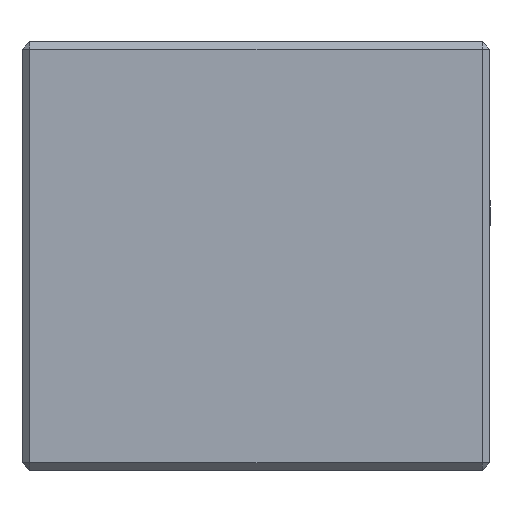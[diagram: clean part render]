
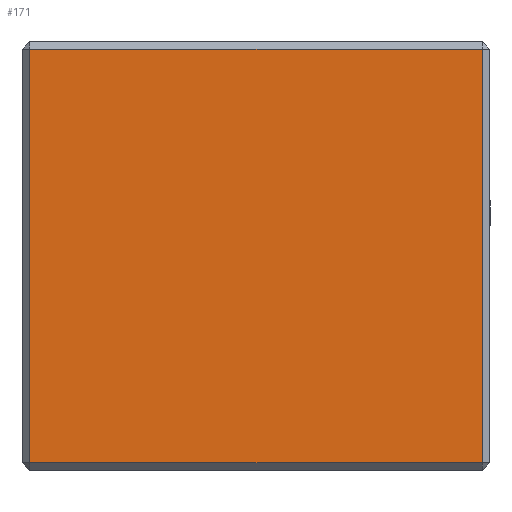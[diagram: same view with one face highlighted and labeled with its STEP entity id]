
A CAD part, left-side view. The second image highlights one B-rep face of the part: STEP entity #171.
In plain terms, the highlighted planar face has unit normal (-1, 0, 0).
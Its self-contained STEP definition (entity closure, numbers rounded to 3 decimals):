
#171 = ADVANCED_FACE ( 'NONE', ( #586 ), #584, .F. ) ;
#172 = EDGE_LOOP ( 'NONE', ( #173, #175, #176, #177 ) ) ;
#173 = ORIENTED_EDGE ( 'NONE', *, *, #174, .T. ) ;
#174 = EDGE_CURVE ( 'NONE', #1917, #1945, #585, .T. ) ;
#175 = ORIENTED_EDGE ( 'NONE', *, *, #1951, .F. ) ;
#176 = ORIENTED_EDGE ( 'NONE', *, *, #1876, .F. ) ;
#177 = ORIENTED_EDGE ( 'NONE', *, *, #1919, .F. ) ;
#577 = DIRECTION ( 'NONE',  ( 0., 0., 1. ) ) ;
#578 = VECTOR ( 'NONE', #577, 1000. ) ;
#579 = CARTESIAN_POINT ( 'NONE',  ( -40., -29., 0. ) ) ;
#580 = DIRECTION ( 'NONE',  ( 0., 1., 0. ) ) ;
#581 = DIRECTION ( 'NONE',  ( 1., 0., 0. ) ) ;
#582 = CARTESIAN_POINT ( 'NONE',  ( -40., -29., -26.5 ) ) ;
#583 = AXIS2_PLACEMENT_3D ( 'NONE', #582, #581, #580 ) ;
#584 = PLANE ( 'NONE',  #583 ) ;
#585 = LINE ( 'NONE', #579, #578 ) ;
#586 = FACE_OUTER_BOUND ( 'NONE', #172, .T. ) ;
#655 = DIRECTION ( 'NONE',  ( 0., 1., 0. ) ) ;
#656 = VECTOR ( 'NONE', #655, 1000. ) ;
#657 = CARTESIAN_POINT ( 'NONE',  ( -40., 0., -26.5 ) ) ;
#658 = LINE ( 'NONE', #657, #656 ) ;
#659 = CARTESIAN_POINT ( 'NONE',  ( -40., -29., -26.5 ) ) ;
#787 = DIRECTION ( 'NONE',  ( 0., 0., 1. ) ) ;
#788 = VECTOR ( 'NONE', #787, 1000. ) ;
#789 = CARTESIAN_POINT ( 'NONE',  ( -40., 29., 0. ) ) ;
#790 = LINE ( 'NONE', #789, #788 ) ;
#1014 = CARTESIAN_POINT ( 'NONE',  ( -40., -29., 26.5 ) ) ;
#1117 = DIRECTION ( 'NONE',  ( 0., -1., 0. ) ) ;
#1118 = VECTOR ( 'NONE', #1117, 1000. ) ;
#1119 = CARTESIAN_POINT ( 'NONE',  ( -40., 0., 26.5 ) ) ;
#1120 = LINE ( 'NONE', #1119, #1118 ) ;
#1680 = CARTESIAN_POINT ( 'NONE',  ( -40., 29., 26.5 ) ) ;
#1703 = CARTESIAN_POINT ( 'NONE',  ( -40., 29., -26.5 ) ) ;
#1876 = EDGE_CURVE ( 'NONE', #2373, #2318, #790, .T. ) ;
#1917 = VERTEX_POINT ( 'NONE', #659 ) ;
#1919 = EDGE_CURVE ( 'NONE', #1917, #2373, #658, .T. ) ;
#1945 = VERTEX_POINT ( 'NONE', #1014 ) ;
#1951 = EDGE_CURVE ( 'NONE', #2318, #1945, #1120, .T. ) ;
#2318 = VERTEX_POINT ( 'NONE', #1680 ) ;
#2373 = VERTEX_POINT ( 'NONE', #1703 ) ;
